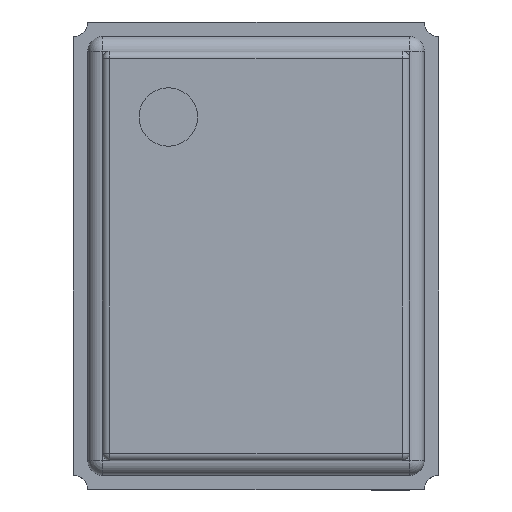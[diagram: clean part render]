
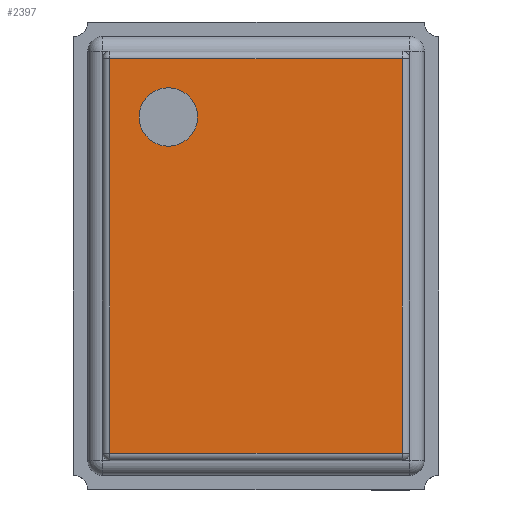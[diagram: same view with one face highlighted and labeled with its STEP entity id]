
A CAD part, top view. The second image highlights one B-rep face of the part: STEP entity #2397.
In plain terms, the highlighted planar face has unit normal (0, 0, 1).
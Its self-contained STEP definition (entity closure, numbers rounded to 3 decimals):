
#1978=CARTESIAN_POINT('',(-0.6,0.75,0.6));
#1979=VERTEX_POINT('',#1978);
#1988=CARTESIAN_POINT('',(-0.6,1.15,0.6));
#1989=VERTEX_POINT('',#1988);
#1990=CARTESIAN_POINT('',(-0.6,0.95,0.6));
#1991=DIRECTION('',(0.0,0.0,-1.0));
#1992=DIRECTION('',(0.0,-1.0,0.0));
#1993=AXIS2_PLACEMENT_3D('',#1990,#1991,#1992);
#1994=CIRCLE('',#1993,0.2);
#1995=EDGE_CURVE('',#1989,#1979,#1994,.T.);
#2029=CARTESIAN_POINT('',(-0.6,0.95,0.6));
#2030=DIRECTION('',(0.0,0.0,-1.0));
#2031=DIRECTION('',(0.0,-1.0,0.0));
#2032=AXIS2_PLACEMENT_3D('',#2029,#2030,#2031);
#2033=CIRCLE('',#2032,0.2);
#2034=EDGE_CURVE('',#1979,#1989,#2033,.T.);
#2056=CARTESIAN_POINT('',(1.0,1.35,0.6));
#2057=VERTEX_POINT('',#2056);
#2065=CARTESIAN_POINT('',(1.,-1.35,0.6));
#2066=VERTEX_POINT('',#2065);
#2067=CARTESIAN_POINT('',(1.0,1.35,0.6));
#2068=DIRECTION('',(0.0,-1.0,0.0));
#2069=VECTOR('',#2068,2.7);
#2070=LINE('',#2067,#2069);
#2071=EDGE_CURVE('',#2057,#2066,#2070,.T.);
#2105=CARTESIAN_POINT('',(-1.,-1.35,0.6));
#2106=VERTEX_POINT('',#2105);
#2107=CARTESIAN_POINT('',(1.,-1.35,0.6));
#2108=DIRECTION('',(-1.0,0.0,0.0));
#2109=VECTOR('',#2108,2.0);
#2110=LINE('',#2107,#2109);
#2111=EDGE_CURVE('',#2066,#2106,#2110,.T.);
#2145=CARTESIAN_POINT('',(-1.,1.35,0.6));
#2146=VERTEX_POINT('',#2145);
#2147=CARTESIAN_POINT('',(-1.,-1.35,0.6));
#2148=DIRECTION('',(0.0,1.0,0.0));
#2149=VECTOR('',#2148,2.7);
#2150=LINE('',#2147,#2149);
#2151=EDGE_CURVE('',#2106,#2146,#2150,.T.);
#2202=CARTESIAN_POINT('',(-1.,1.35,0.6));
#2203=DIRECTION('',(1.0,0.0,0.0));
#2204=VECTOR('',#2203,2.);
#2205=LINE('',#2202,#2204);
#2206=EDGE_CURVE('',#2146,#2057,#2205,.T.);
#2382=CARTESIAN_POINT('',(0.,0.,0.6));
#2383=DIRECTION('',(0.0,0.0,1.0));
#2384=DIRECTION('',(0.0,-1.0,0.0));
#2385=AXIS2_PLACEMENT_3D('',#2382,#2383,#2384);
#2386=PLANE('',#2385);
#2387=ORIENTED_EDGE('',*,*,#2071,.F.);
#2388=ORIENTED_EDGE('',*,*,#2206,.F.);
#2389=ORIENTED_EDGE('',*,*,#2151,.F.);
#2390=ORIENTED_EDGE('',*,*,#2111,.F.);
#2391=EDGE_LOOP('',(#2387,#2388,#2389,#2390));
#2392=FACE_OUTER_BOUND('',#2391,.T.);
#2393=ORIENTED_EDGE('',*,*,#2034,.T.);
#2394=ORIENTED_EDGE('',*,*,#1995,.T.);
#2395=EDGE_LOOP('',(#2393,#2394));
#2396=FACE_BOUND('',#2395,.T.);
#2397=ADVANCED_FACE('',(#2392,#2396),#2386,.T.);
